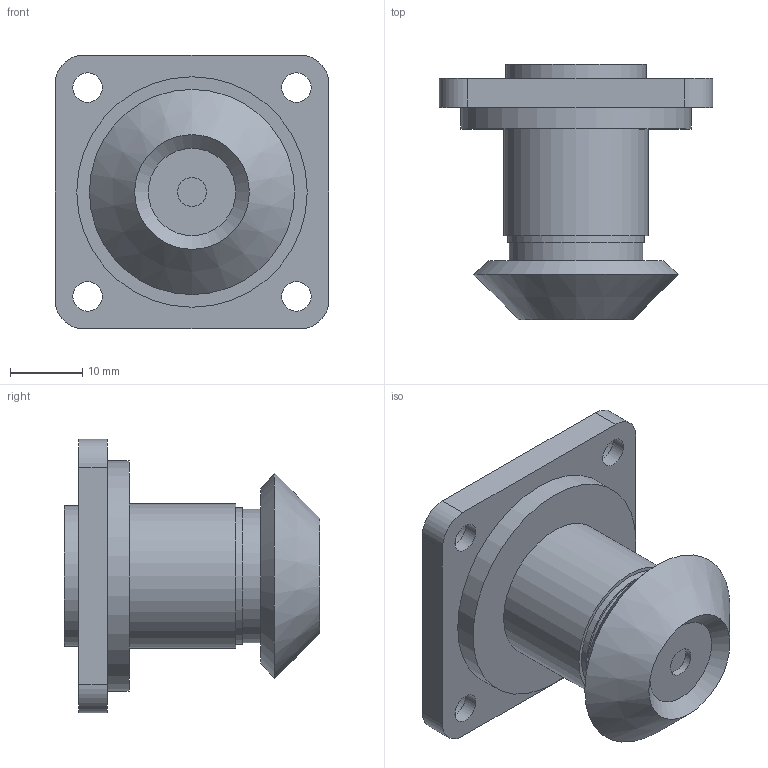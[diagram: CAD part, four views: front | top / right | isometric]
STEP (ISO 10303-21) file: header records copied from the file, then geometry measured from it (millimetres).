
FILE_DESCRIPTION(/* description */ ('Unknown'),/* implementation_level */ '2;1');
FILE_NAME(/* name */ 'plate1',/* time_stamp */ '2021-10-19T16:35:53+01:00',/* author */ ('Unknown'),/* organization */ ('Unknown'),/* preprocessor_version */ 'ST-DEVELOPER v16.7',/* originating_system */ 'Solid Edge',/* authorisation */ 'Unknown');
FILE_SCHEMA (('AUTOMOTIVE_DESIGN {1 0 10303 214 3 1 1}'));
Length unit declared in the file: millimetre
Products named in the file (6): plate1; bearing1; shaft1; washer1; gear1
Assembly tree (5 placements, depth 2):
  plate1
    bearing1
    plate1
    shaft1
    washer1
    gear1
Bounding box: 38 x 35.48 x 38 mm (x, y, z)
Volume: 16178.8 mm3; surface area: 11420 mm2
Topology: 5 solids, 5 shells, 63 faces, 125 edges, 84 vertices
Faces by surface type: plane 30, cylinder 28, cone 3, torus 2
Full cylindrical faces by diameter (mm): 4 x1, 4.1 x4, 6.35 x4, 13 x2, 13.1 x2, 18.5 x1, 19 x1, 19.5 x1, 20 x1, 24 x2, 32 x1
Entity records: 1664 total; most frequent: DIRECTION 294, CARTESIAN_POINT 241, ORIENTED_EDGE 188, AXIS2_PLACEMENT_3D 131, EDGE_LOOP 116, FACE_BOUND 116, EDGE_CURVE 94, VERTEX_POINT 78
